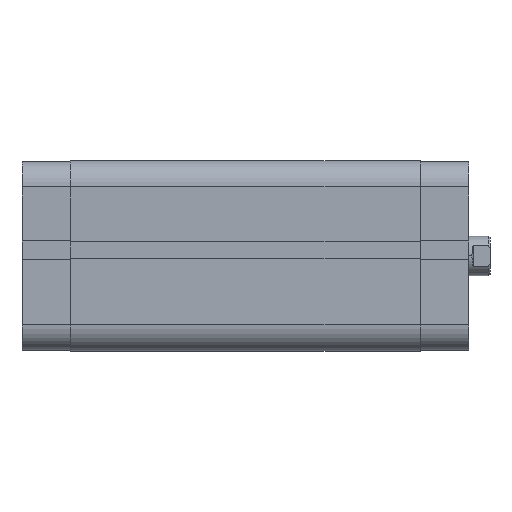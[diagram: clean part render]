
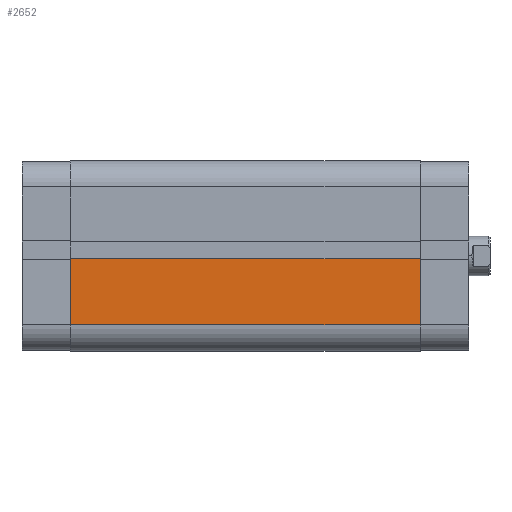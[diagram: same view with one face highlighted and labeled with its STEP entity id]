
A CAD part, top view. The second image highlights one B-rep face of the part: STEP entity #2652.
In plain terms, the highlighted face is planar.
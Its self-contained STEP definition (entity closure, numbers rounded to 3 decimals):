
#224 = CARTESIAN_POINT ( 'NONE',  ( 29., 21., 106.5 ) ) ;
#225 = CARTESIAN_POINT ( 'NONE',  ( 29., -63.941, 106.5 ) ) ;
#226 = DIRECTION ( 'NONE',  ( 0., -1., 0. ) ) ;
#233 = CARTESIAN_POINT ( 'NONE',  ( 29., 0.85, 106.5 ) ) ;
#234 = DIRECTION ( 'NONE',  ( 0., 0., -1. ) ) ;
#239 = CARTESIAN_POINT ( 'NONE',  ( 29., -63.941, 0. ) ) ;
#241 = DIRECTION ( 'NONE',  ( 0., 0., -1. ) ) ;
#243 = DIRECTION ( 'NONE',  ( 0., -1., 0. ) ) ;
#1296 = VECTOR ( 'NONE', #234, 1000. ) ;
#1302 = LINE ( 'NONE', #233, #1296 ) ;
#1305 = LINE ( 'NONE', #225, #1306 ) ;
#1306 = VECTOR ( 'NONE', #226, 1000. ) ;
#1308 = LINE ( 'NONE', #239, #1320 ) ;
#1312 = LINE ( 'NONE', #224, #1318 ) ;
#1318 = VECTOR ( 'NONE', #241, 1000. ) ;
#1320 = VECTOR ( 'NONE', #243, 1000. ) ;
#2652 = ADVANCED_FACE ( 'NONE', ( #5125 ), #3638, .T. ) ;
#2691 = VERTEX_POINT ( 'NONE', #3810 ) ;
#2724 = VERTEX_POINT ( 'NONE', #3842 ) ;
#2725 = VERTEX_POINT ( 'NONE', #3843 ) ;
#2734 = VERTEX_POINT ( 'NONE', #3851 ) ;
#3638 = PLANE ( 'NONE',  #5326 ) ;
#3641 = CARTESIAN_POINT ( 'NONE',  ( 29., -63.941, 106.5 ) ) ;
#3647 = DIRECTION ( 'NONE',  ( 1., 0., 0. ) ) ;
#3648 = DIRECTION ( 'NONE',  ( 0., 1., 0. ) ) ;
#3810 = CARTESIAN_POINT ( 'NONE',  ( 29., 21., 106.5 ) ) ;
#3842 = CARTESIAN_POINT ( 'NONE',  ( 29., 21., 0. ) ) ;
#3843 = CARTESIAN_POINT ( 'NONE',  ( 29., 0.85, 106.5 ) ) ;
#3851 = CARTESIAN_POINT ( 'NONE',  ( 29., 0.85, 0. ) ) ;
#4678 = ORIENTED_EDGE ( 'NONE', *, *, #5897, .T. ) ;
#4679 = ORIENTED_EDGE ( 'NONE', *, *, #5893, .T. ) ;
#4680 = ORIENTED_EDGE ( 'NONE', *, *, #5900, .F. ) ;
#4681 = ORIENTED_EDGE ( 'NONE', *, *, #5901, .F. ) ;
#5125 = FACE_OUTER_BOUND ( 'NONE', #6507, .T. ) ;
#5326 = AXIS2_PLACEMENT_3D ( 'NONE', #3641, #3647, #3648 ) ;
#5893 = EDGE_CURVE ( 'NONE', #2691, #2725, #1305, .T. ) ;
#5897 = EDGE_CURVE ( 'NONE', #2725, #2734, #1302, .T. ) ;
#5900 = EDGE_CURVE ( 'NONE', #2691, #2724, #1312, .T. ) ;
#5901 = EDGE_CURVE ( 'NONE', #2724, #2734, #1308, .T. ) ;
#6507 = EDGE_LOOP ( 'NONE', ( #4681, #4680, #4679, #4678 ) ) ;
